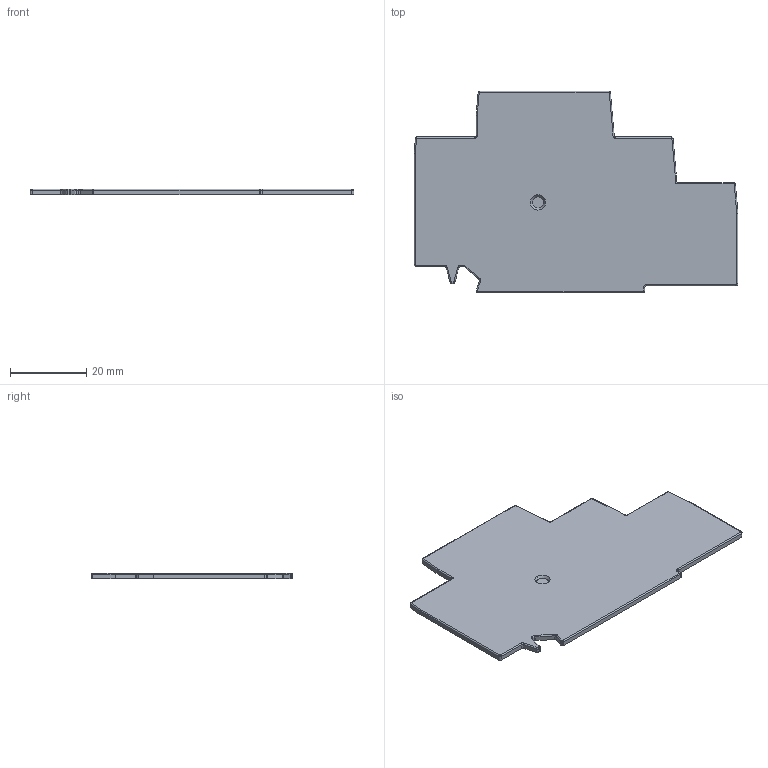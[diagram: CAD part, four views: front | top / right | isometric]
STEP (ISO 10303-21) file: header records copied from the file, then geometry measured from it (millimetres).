
FILE_DESCRIPTION((''),'2;1');
FILE_NAME('PIKD2-5_AP_1PE','2019-09-20T',('Christian Carl'),(''),'CREO PARAMETRIC BY PTC INC, 2016380','CREO PARAMETRIC BY PTC INC, 2016380','');
FILE_SCHEMA(('CONFIG_CONTROL_DESIGN'));
Length unit declared in the file: millimetre
Products named in the file (1): PIKD2-5_AP_1PE
Bounding box: 85.06 x 52.9 x 1.5 mm (x, y, z)
Volume: 5328.9 mm3; surface area: 7503.6 mm2
Topology: 1 solids, 1 shells, 99 faces, 230 edges, 134 vertices
Faces by surface type: cylinder 47, plane 26, sphere 11, torus 9, bspline 4, cone 2
Entity records: 2874 total; most frequent: DIRECTION 532, CARTESIAN_POINT 523, ORIENTED_EDGE 460, EDGE_CURVE 230, AXIS2_PLACEMENT_3D 207, VERTEX_POINT 134, VECTOR 118, LINE 118
